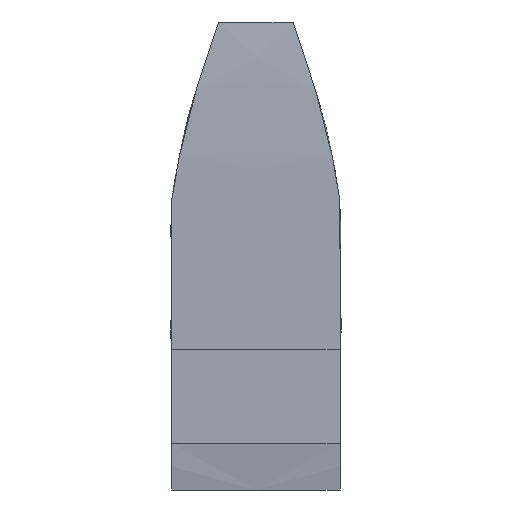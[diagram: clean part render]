
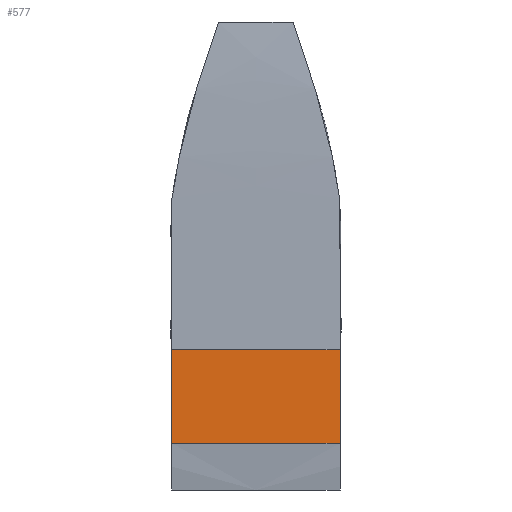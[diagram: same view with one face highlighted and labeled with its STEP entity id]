
A CAD part, top view. The second image highlights one B-rep face of the part: STEP entity #577.
In plain terms, the highlighted planar face has unit normal (0, 0, 1).
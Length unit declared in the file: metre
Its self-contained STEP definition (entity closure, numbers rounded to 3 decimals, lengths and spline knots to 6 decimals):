
#41=PLANE('',#602);
#74=FACE_OUTER_BOUND('',#107,.T.);
#107=EDGE_LOOP('',(#528,#529,#530,#531));
#119=LINE('',#6731,#146);
#132=LINE('',#10147,#159);
#133=LINE('',#10159,#160);
#134=LINE('',#10161,#161);
#146=VECTOR('',#618,0.01);
#159=VECTOR('',#645,0.01);
#160=VECTOR('',#648,0.01);
#161=VECTOR('',#651,0.01);
#248=VERTEX_POINT('',#6469);
#249=VERTEX_POINT('',#6730);
#269=VERTEX_POINT('',#10123);
#270=VERTEX_POINT('',#10146);
#308=EDGE_CURVE('',#248,#249,#119,.T.);
#354=EDGE_CURVE('',#270,#269,#132,.T.);
#356=EDGE_CURVE('',#270,#248,#133,.T.);
#357=EDGE_CURVE('',#269,#249,#134,.T.);
#528=ORIENTED_EDGE('',*,*,#354,.T.);
#529=ORIENTED_EDGE('',*,*,#357,.T.);
#530=ORIENTED_EDGE('',*,*,#308,.F.);
#531=ORIENTED_EDGE('',*,*,#356,.F.);
#577=ADVANCED_FACE('',(#74),#41,.T.);
#602=AXIS2_PLACEMENT_3D('',#10162,#652,#653);
#618=DIRECTION('',(1.,0.,0.));
#645=DIRECTION('',(1.,0.,0.));
#648=DIRECTION('',(0.,1.,0.));
#651=DIRECTION('',(0.,1.,0.));
#652=DIRECTION('center_axis',(0.,0.,1.));
#653=DIRECTION('ref_axis',(1.,0.,0.));
#6469=CARTESIAN_POINT('',(-0.9,-3.5,0.55));
#6730=CARTESIAN_POINT('',(0.9,-3.5,0.55));
#6731=CARTESIAN_POINT('',(-0.9,-3.5,0.55));
#10123=CARTESIAN_POINT('',(0.9,-4.5,0.55));
#10146=CARTESIAN_POINT('',(-0.9,-4.5,0.55));
#10147=CARTESIAN_POINT('',(-0.9,-4.5,0.55));
#10159=CARTESIAN_POINT('',(-0.9,-5.,0.55));
#10161=CARTESIAN_POINT('',(0.9,-5.,0.55));
#10162=CARTESIAN_POINT('Origin',(-0.9,-5.,0.55));
